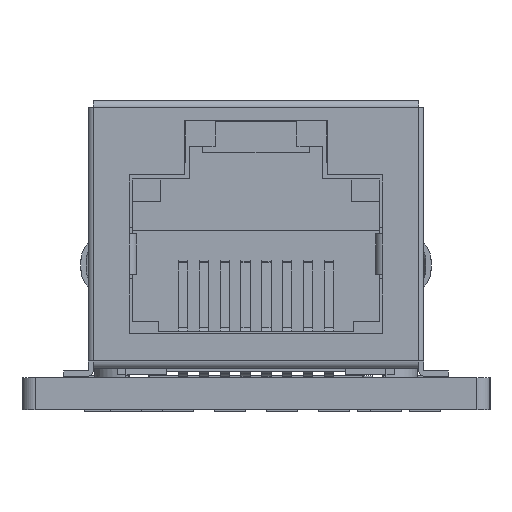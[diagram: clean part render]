
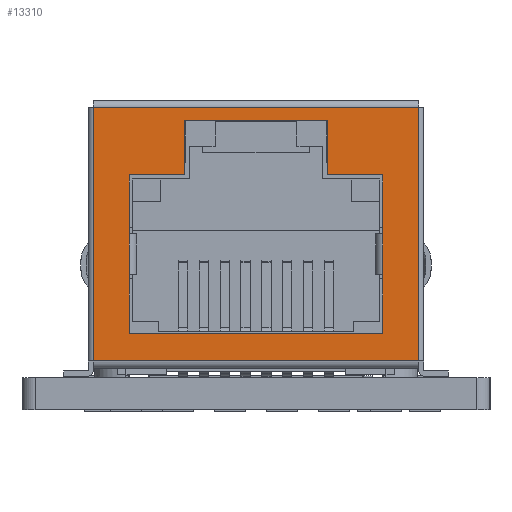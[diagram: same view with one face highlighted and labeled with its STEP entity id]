
A CAD part, left-side view. The second image highlights one B-rep face of the part: STEP entity #13310.
In plain terms, the highlighted face is planar.
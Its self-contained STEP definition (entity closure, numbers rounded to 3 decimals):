
#414=FACE_BOUND('',#2152,.T.);
#783=PLANE('',#14282);
#1361=FACE_OUTER_BOUND('',#2151,.T.);
#2151=EDGE_LOOP('',(#11610,#11611,#11612,#11613,#11614,#11615,#11616,#11617));
#2152=EDGE_LOOP('',(#11618,#11619,#11620,#11621,#11622,#11623,#11624,#11625,
#11626,#11627,#11628,#11629));
#3493=LINE('',#20830,#5071);
#3572=LINE('',#21038,#5150);
#3577=LINE('',#21047,#5155);
#3578=LINE('',#21050,#5156);
#3579=LINE('',#21052,#5157);
#3580=LINE('',#21054,#5158);
#3581=LINE('',#21056,#5159);
#3582=LINE('',#21057,#5160);
#3583=LINE('',#21058,#5161);
#3584=LINE('',#21061,#5162);
#3585=LINE('',#21063,#5163);
#3586=LINE('',#21065,#5164);
#3587=LINE('',#21067,#5165);
#3588=LINE('',#21069,#5166);
#3589=LINE('',#21071,#5167);
#3590=LINE('',#21073,#5168);
#3591=LINE('',#21075,#5169);
#3592=LINE('',#21076,#5170);
#3593=LINE('',#21078,#5171);
#3594=LINE('',#21079,#5172);
#5071=VECTOR('',#16973,1000.);
#5150=VECTOR('',#17130,1000.);
#5155=VECTOR('',#17137,1000.);
#5156=VECTOR('',#17140,1000.);
#5157=VECTOR('',#17141,1000.);
#5158=VECTOR('',#17142,1000.);
#5159=VECTOR('',#17143,1000.);
#5160=VECTOR('',#17144,1000.);
#5161=VECTOR('',#17145,1000.);
#5162=VECTOR('',#17146,1000.);
#5163=VECTOR('',#17147,1000.);
#5164=VECTOR('',#17148,1000.);
#5165=VECTOR('',#17149,1000.);
#5166=VECTOR('',#17150,1000.);
#5167=VECTOR('',#17151,1000.);
#5168=VECTOR('',#17152,1000.);
#5169=VECTOR('',#17153,1000.);
#5170=VECTOR('',#17154,1000.);
#5171=VECTOR('',#17155,1000.);
#5172=VECTOR('',#17156,1000.);
#6660=VERTEX_POINT('',#20826);
#6662=VERTEX_POINT('',#20829);
#6692=VERTEX_POINT('',#20896);
#6751=VERTEX_POINT('',#21035);
#6752=VERTEX_POINT('',#21037);
#6755=VERTEX_POINT('',#21045);
#6756=VERTEX_POINT('',#21049);
#6757=VERTEX_POINT('',#21051);
#6758=VERTEX_POINT('',#21053);
#6759=VERTEX_POINT('',#21055);
#6760=VERTEX_POINT('',#21059);
#6761=VERTEX_POINT('',#21060);
#6762=VERTEX_POINT('',#21062);
#6763=VERTEX_POINT('',#21064);
#6764=VERTEX_POINT('',#21066);
#6765=VERTEX_POINT('',#21068);
#6766=VERTEX_POINT('',#21070);
#6767=VERTEX_POINT('',#21072);
#6768=VERTEX_POINT('',#21074);
#6769=VERTEX_POINT('',#21077);
#8323=EDGE_CURVE('',#6662,#6660,#3493,.T.);
#8426=EDGE_CURVE('',#6751,#6752,#3572,.T.);
#8431=EDGE_CURVE('',#6755,#6692,#3577,.T.);
#8432=EDGE_CURVE('',#6755,#6756,#3578,.T.);
#8433=EDGE_CURVE('',#6757,#6756,#3579,.T.);
#8434=EDGE_CURVE('',#6757,#6758,#3580,.T.);
#8435=EDGE_CURVE('',#6759,#6758,#3581,.T.);
#8436=EDGE_CURVE('',#6752,#6759,#3582,.T.);
#8437=EDGE_CURVE('',#6751,#6692,#3583,.T.);
#8438=EDGE_CURVE('',#6760,#6761,#3584,.T.);
#8439=EDGE_CURVE('',#6761,#6762,#3585,.T.);
#8440=EDGE_CURVE('',#6762,#6763,#3586,.T.);
#8441=EDGE_CURVE('',#6763,#6764,#3587,.T.);
#8442=EDGE_CURVE('',#6764,#6765,#3588,.T.);
#8443=EDGE_CURVE('',#6765,#6766,#3589,.T.);
#8444=EDGE_CURVE('',#6767,#6766,#3590,.T.);
#8445=EDGE_CURVE('',#6767,#6768,#3591,.T.);
#8446=EDGE_CURVE('',#6768,#6662,#3592,.T.);
#8447=EDGE_CURVE('',#6660,#6769,#3593,.T.);
#8448=EDGE_CURVE('',#6769,#6760,#3594,.T.);
#11610=ORIENTED_EDGE('',*,*,#8431,.F.);
#11611=ORIENTED_EDGE('',*,*,#8432,.T.);
#11612=ORIENTED_EDGE('',*,*,#8433,.F.);
#11613=ORIENTED_EDGE('',*,*,#8434,.T.);
#11614=ORIENTED_EDGE('',*,*,#8435,.F.);
#11615=ORIENTED_EDGE('',*,*,#8436,.F.);
#11616=ORIENTED_EDGE('',*,*,#8426,.F.);
#11617=ORIENTED_EDGE('',*,*,#8437,.T.);
#11618=ORIENTED_EDGE('',*,*,#8438,.T.);
#11619=ORIENTED_EDGE('',*,*,#8439,.T.);
#11620=ORIENTED_EDGE('',*,*,#8440,.T.);
#11621=ORIENTED_EDGE('',*,*,#8441,.T.);
#11622=ORIENTED_EDGE('',*,*,#8442,.T.);
#11623=ORIENTED_EDGE('',*,*,#8443,.T.);
#11624=ORIENTED_EDGE('',*,*,#8444,.F.);
#11625=ORIENTED_EDGE('',*,*,#8445,.T.);
#11626=ORIENTED_EDGE('',*,*,#8446,.T.);
#11627=ORIENTED_EDGE('',*,*,#8323,.T.);
#11628=ORIENTED_EDGE('',*,*,#8447,.T.);
#11629=ORIENTED_EDGE('',*,*,#8448,.T.);
#13310=ADVANCED_FACE('',(#1361,#414),#783,.T.);
#14282=AXIS2_PLACEMENT_3D('',#21048,#17138,#17139);
#16973=DIRECTION('',(0.,0.,1.));
#17130=DIRECTION('',(0.,0.,1.));
#17137=DIRECTION('',(0.,0.,1.));
#17138=DIRECTION('center_axis',(0.,-1.,0.));
#17139=DIRECTION('ref_axis',(0.,0.,-1.));
#17140=DIRECTION('',(1.,0.,0.));
#17141=DIRECTION('',(0.,0.,-1.));
#17142=DIRECTION('',(0.,0.,1.));
#17143=DIRECTION('',(0.,0.,-1.));
#17144=DIRECTION('',(1.,0.,0.));
#17145=DIRECTION('',(0.,0.,-1.));
#17146=DIRECTION('',(1.,0.,0.));
#17147=DIRECTION('',(0.,0.,1.));
#17148=DIRECTION('',(1.,0.,0.));
#17149=DIRECTION('',(0.,0.,-1.));
#17150=DIRECTION('',(1.,0.,0.));
#17151=DIRECTION('',(0.,0.,-1.));
#17152=DIRECTION('',(0.,0.,1.));
#17153=DIRECTION('',(0.,0.,-1.));
#17154=DIRECTION('',(-1.,0.,0.));
#17155=DIRECTION('',(0.,0.,1.));
#17156=DIRECTION('',(0.,0.,1.));
#20826=CARTESIAN_POINT('',(-6.2,-7.85,-1.975));
#20829=CARTESIAN_POINT('',(-6.2,-7.85,-4.85));
#20830=CARTESIAN_POINT('',(-6.2,-7.85,-4.85));
#20896=CARTESIAN_POINT('',(-7.94,-7.85,-6.188));
#21035=CARTESIAN_POINT('',(-7.94,-7.85,6.188));
#21037=CARTESIAN_POINT('',(-7.94,-7.85,6.19));
#21038=CARTESIAN_POINT('',(-7.94,-7.85,6.19));
#21045=CARTESIAN_POINT('',(-7.94,-7.85,-6.19));
#21047=CARTESIAN_POINT('',(-7.94,-7.85,6.19));
#21048=CARTESIAN_POINT('Origin',(-7.95,-7.85,-6.19));
#21049=CARTESIAN_POINT('',(7.94,-7.85,-6.19));
#21050=CARTESIAN_POINT('',(-7.95,-7.85,-6.19));
#21051=CARTESIAN_POINT('',(7.94,-7.85,-6.188));
#21052=CARTESIAN_POINT('',(7.94,-7.85,-6.19));
#21053=CARTESIAN_POINT('',(7.94,-7.85,6.188));
#21054=CARTESIAN_POINT('',(7.94,-7.85,-6.188));
#21055=CARTESIAN_POINT('',(7.94,-7.85,6.19));
#21056=CARTESIAN_POINT('',(7.94,-7.85,-6.19));
#21057=CARTESIAN_POINT('',(-7.95,-7.85,6.19));
#21058=CARTESIAN_POINT('',(-7.94,-7.85,6.188));
#21059=CARTESIAN_POINT('',(-6.2,-7.85,2.9));
#21060=CARTESIAN_POINT('',(-3.5,-7.85,2.9));
#21061=CARTESIAN_POINT('',(-6.2,-7.85,2.9));
#21062=CARTESIAN_POINT('',(-3.5,-7.85,5.55));
#21063=CARTESIAN_POINT('',(-3.5,-7.85,2.9));
#21064=CARTESIAN_POINT('',(3.5,-7.85,5.55));
#21065=CARTESIAN_POINT('',(-3.5,-7.85,5.55));
#21066=CARTESIAN_POINT('',(3.5,-7.85,2.9));
#21067=CARTESIAN_POINT('',(3.5,-7.85,5.55));
#21068=CARTESIAN_POINT('',(6.2,-7.85,2.9));
#21069=CARTESIAN_POINT('',(3.5,-7.85,2.9));
#21070=CARTESIAN_POINT('',(6.2,-7.85,0.025));
#21071=CARTESIAN_POINT('',(6.2,-7.85,2.9));
#21072=CARTESIAN_POINT('',(6.2,-7.85,-1.975));
#21073=CARTESIAN_POINT('',(6.2,-7.85,-1.975));
#21074=CARTESIAN_POINT('',(6.2,-7.85,-4.85));
#21075=CARTESIAN_POINT('',(6.2,-7.85,2.9));
#21076=CARTESIAN_POINT('',(6.2,-7.85,-4.85));
#21077=CARTESIAN_POINT('',(-6.2,-7.85,0.025));
#21078=CARTESIAN_POINT('',(-6.2,-7.85,-1.975));
#21079=CARTESIAN_POINT('',(-6.2,-7.85,-4.85));
